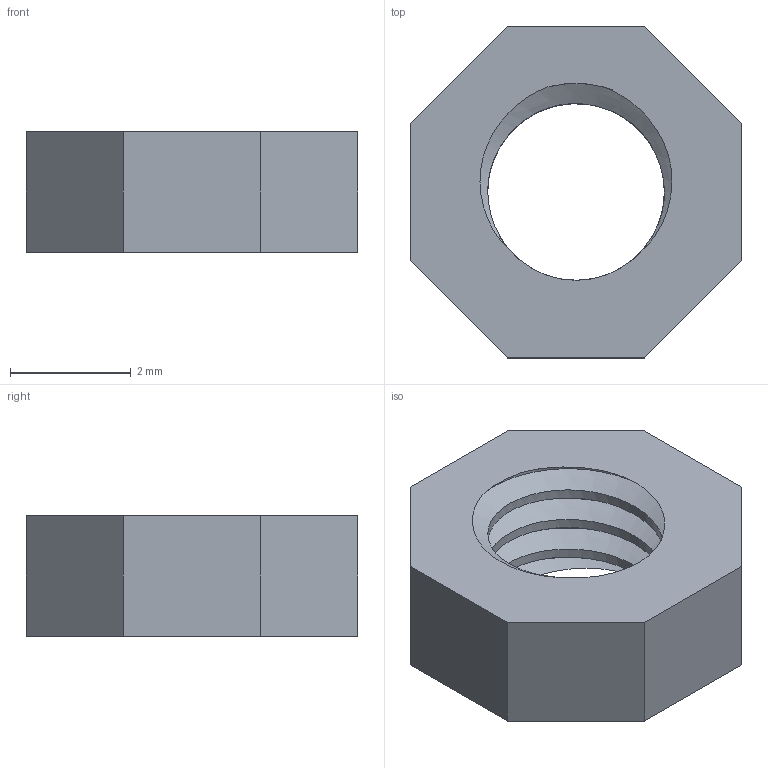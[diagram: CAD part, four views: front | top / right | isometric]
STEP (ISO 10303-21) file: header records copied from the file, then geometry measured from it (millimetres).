
FILE_DESCRIPTION(/* description */ (''),/* implementation_level */ '2;1');
FILE_NAME(/* name */ 'fan_nut.step',/* time_stamp */ '2023-12-06T19:11:57+01:00',/* author */ (''),/* organization */ (''),/* preprocessor_version */ 'ST-DEVELOPER v20',/* originating_system */ 'Autodesk Translation Framework v12.14.0.127',/* authorisation */ '');
FILE_SCHEMA (('AUTOMOTIVE_DESIGN { 1 0 10303 214 3 1 1 }'));
Length unit declared in the file: millimetre
Products named in the file (1): FanMount
Bounding box: 5.5 x 5.5 x 2 mm (x, y, z)
Volume: 33.9 mm3; surface area: 103.7 mm2
Topology: 1 solids, 1 shells, 21 faces, 57 edges, 38 vertices
Faces by surface type: plane 10, cylinder 9, bspline 2
Full cylindrical faces by diameter (mm): 2.93 x2, 3.599 x1
Entity records: 1398 total; most frequent: CARTESIAN_POINT 873, ORIENTED_EDGE 114, DIRECTION 79, EDGE_CURVE 57, VERTEX_POINT 38, LINE 31, VECTOR 31, AXIS2_PLACEMENT_3D 24
